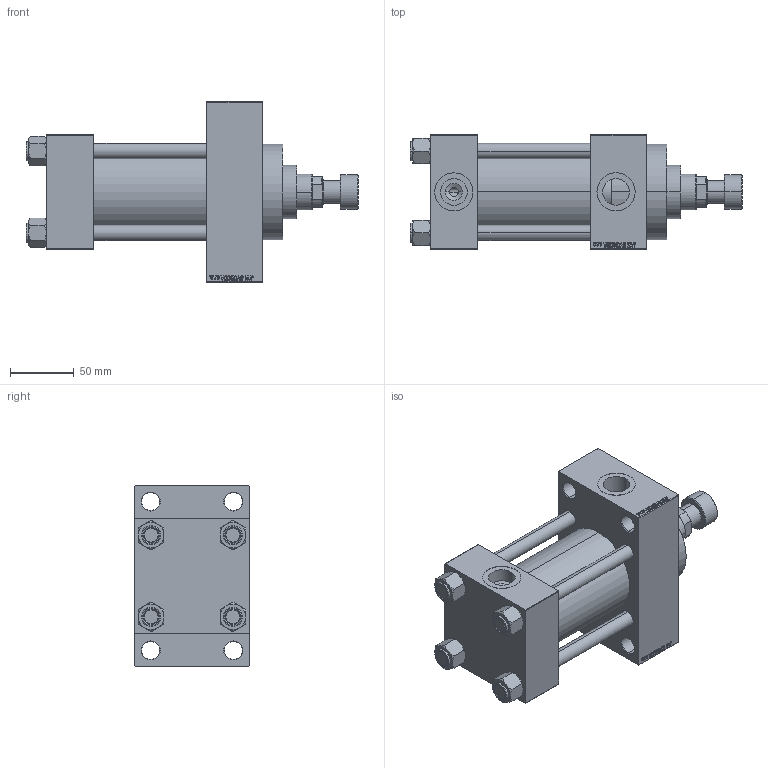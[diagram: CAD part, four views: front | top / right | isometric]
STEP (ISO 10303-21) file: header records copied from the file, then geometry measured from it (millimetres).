
FILE_DESCRIPTION (( 'STEP AP203' ), '1' );
FILE_NAME ('07c9.STEP', '2024-12-11T10:07:25', ( '' ), ( '' ), 'SwSTEP 2.0', 'SolidWorks 2019', '' );
FILE_SCHEMA (( 'CONFIG_CONTROL_DESIGN' ));
Length unit declared in the file: millimetre
Products named in the file (7): V215CD_VCP_D 3f58ef99aad331740eff5f6a9d01ec5d; V215CD_NUT_M5_D 3f58ef99aad331740eff5f6a9d01ec5d; V215CR_ROD_END_F 3f58ef99aad331740eff5f6a9d01ec5d; V215CD_VC_A 3f58ef99aad331740eff5f6a9d01ec5d; 07c9; V215CD_D_TYCINKA 3f58ef99aad331740eff5f6a9d01ec5d; V215CD_D_Body 3f58ef99aad331740eff5f6a9d01ec5d
Assembly tree (12 placements, depth 2):
  07c9
    V215CD_D_Body 3f58ef99aad331740eff5f6a9d01ec5d
    V215CD_VC_A 3f58ef99aad331740eff5f6a9d01ec5d
    V215CD_VCP_D 3f58ef99aad331740eff5f6a9d01ec5d
    V215CD_D_TYCINKA 3f58ef99aad331740eff5f6a9d01ec5d  x4
    V215CD_NUT_M5_D 3f58ef99aad331740eff5f6a9d01ec5d  x4
    V215CR_ROD_END_F 3f58ef99aad331740eff5f6a9d01ec5d
Bounding box: 261 x 90 x 142 mm (x, y, z)
Volume: 1158666 mm3; surface area: 223173.7 mm2
Topology: 12 solids, 12 shells, 1117 faces, 2777 edges, 1797 vertices
Faces by surface type: plane 501, bspline 368, cone 144, cylinder 92, torus 12
Entity records: 47682 total; most frequent: CARTESIAN_POINT 25137, ORIENTED_EDGE 5046, DIRECTION 3267, EDGE_CURVE 2523, VERTEX_POINT 1653, LINE 1509, VECTOR 1509, EDGE_LOOP 1130
